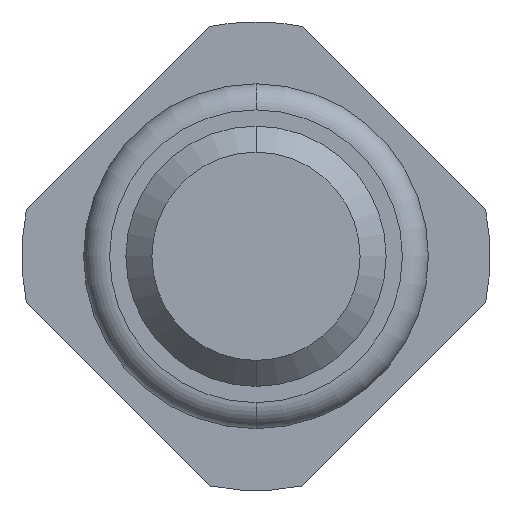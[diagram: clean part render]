
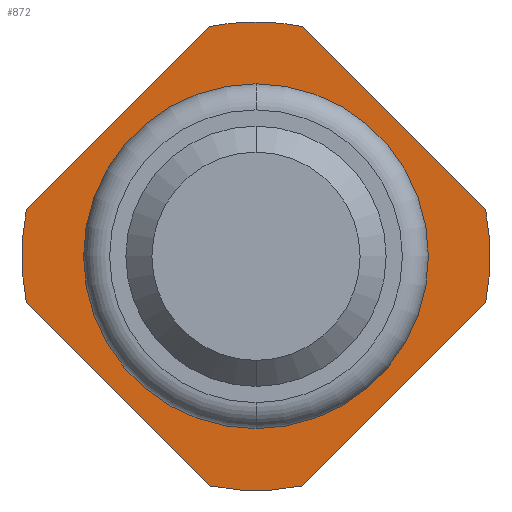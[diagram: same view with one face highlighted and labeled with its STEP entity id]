
A CAD part, front view. The second image highlights one B-rep face of the part: STEP entity #872.
In plain terms, the highlighted planar face has unit normal (0, -1, 0).
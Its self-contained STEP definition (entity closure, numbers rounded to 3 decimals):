
#32 = DIRECTION ( 'NONE',  ( 0., 1., 0. ) ) ;
#101 = VERTEX_POINT ( 'NONE', #2102 ) ;
#105 = CARTESIAN_POINT ( 'NONE',  ( 0., -2., 1.325 ) ) ;
#132 = CIRCLE ( 'NONE', #2973, 1.8 ) ;
#249 = EDGE_CURVE ( 'Defeature ausgef�hrt2_2+Defeature ausgef�hrt2_0+Defeature ausgef�hrt2_17+Defeature ausgef�hrt2_18', #1949, #2656, #288, .T. ) ;
#288 = CIRCLE ( 'NONE', #3199, 1.8 ) ;
#310 = AXIS2_PLACEMENT_3D ( 'NONE', #1868, #2519, #3480 ) ;
#314 = CARTESIAN_POINT ( 'NONE',  ( 0., -2., 0. ) ) ;
#321 = DIRECTION ( 'NONE',  ( 0., 1., 0. ) ) ;
#340 = CARTESIAN_POINT ( 'NONE',  ( -0.357, -2., 1.764 ) ) ;
#349 = DIRECTION ( 'NONE',  ( 0., 1., 0. ) ) ;
#386 = DIRECTION ( 'NONE',  ( 0., 0., 1. ) ) ;
#420 = ORIENTED_EDGE ( 'NONE', *, *, #3636, .F. ) ;
#598 = AXIS2_PLACEMENT_3D ( 'NONE', #753, #1687, #386 ) ;
#630 = DIRECTION ( 'NONE',  ( 0., 1., 0. ) ) ;
#668 = CARTESIAN_POINT ( 'NONE',  ( 1.961, -2., -0.161 ) ) ;
#693 = DIRECTION ( 'NONE',  ( 0., 1., 0. ) ) ;
#753 = CARTESIAN_POINT ( 'NONE',  ( 0., -2., 0. ) ) ;
#872 = ADVANCED_FACE ( 'Defeature ausgef�hrt2_0', ( #2807, #1173 ), #1913, .F. ) ;
#885 = VERTEX_POINT ( 'NONE', #2246 ) ;
#892 = EDGE_CURVE ( 'Defeature ausgef�hrt2_16+Defeature ausgef�hrt2_0+Defeature ausgef�hrt2_4+Defeature ausgef�hrt2_3', #1222, #1186, #3113, .T. ) ;
#971 = VERTEX_POINT ( 'NONE', #978 ) ;
#978 = CARTESIAN_POINT ( 'NONE',  ( 0., -2., -1.325 ) ) ;
#1034 = CARTESIAN_POINT ( 'NONE',  ( 1.764, -2., -0.357 ) ) ;
#1075 = AXIS2_PLACEMENT_3D ( 'NONE', #1693, #2016, #1387 ) ;
#1093 = CARTESIAN_POINT ( 'NONE',  ( 0., -2., 1.8 ) ) ;
#1117 = ORIENTED_EDGE ( 'NONE', *, *, #2992, .F. ) ;
#1118 = EDGE_CURVE ( 'Defeature ausgef�hrt2_0+Defeature ausgef�hrt2_12+Defeature ausgef�hrt2_12+Defeature ausgef�hrt2_12', #971, #2641, #2297, .T. ) ;
#1173 = FACE_OUTER_BOUND ( 'NONE', #2796, .T. ) ;
#1186 = VERTEX_POINT ( 'NONE', #2686 ) ;
#1217 = VECTOR ( 'NONE', #3848, 1000. ) ;
#1222 = VERTEX_POINT ( 'NONE', #3672 ) ;
#1252 = CARTESIAN_POINT ( 'NONE',  ( 1.764, -2., 0.357 ) ) ;
#1387 = DIRECTION ( 'NONE',  ( 0., 0., 1. ) ) ;
#1480 = ORIENTED_EDGE ( 'NONE', *, *, #892, .F. ) ;
#1608 = VECTOR ( 'NONE', #4035, 1000. ) ;
#1625 = ORIENTED_EDGE ( 'NONE', *, *, #1914, .F. ) ;
#1627 = DIRECTION ( 'NONE',  ( -0.707, 0., -0.707 ) ) ;
#1687 = DIRECTION ( 'NONE',  ( 0., 1., 0. ) ) ;
#1693 = CARTESIAN_POINT ( 'NONE',  ( 0., -2., 0. ) ) ;
#1751 = ORIENTED_EDGE ( 'NONE', *, *, #2790, .F. ) ;
#1846 = AXIS2_PLACEMENT_3D ( 'NONE', #1930, #32, #2263 ) ;
#1868 = CARTESIAN_POINT ( 'NONE',  ( 0., -2., 0. ) ) ;
#1872 = ORIENTED_EDGE ( 'NONE', *, *, #249, .F. ) ;
#1913 = PLANE ( 'NONE',  #1846 ) ;
#1914 = EDGE_CURVE ( 'Defeature ausgef�hrt2_18+Defeature ausgef�hrt2_0+Defeature ausgef�hrt2_2+Defeature ausgef�hrt2_1', #101, #3216, #3638, .T. ) ;
#1930 = CARTESIAN_POINT ( 'NONE',  ( 1.8, -2., 0. ) ) ;
#1949 = VERTEX_POINT ( 'NONE', #340 ) ;
#2000 = EDGE_CURVE ( 'Defeature ausgef�hrt2_2+Defeature ausgef�hrt2_0+Defeature ausgef�hrt2_17+Defeature ausgef�hrt2_18', #2656, #101, #2703, .T. ) ;
#2007 = VECTOR ( 'NONE', #1627, 1000. ) ;
#2016 = DIRECTION ( 'NONE',  ( 0., 1., 0. ) ) ;
#2066 = ORIENTED_EDGE ( 'NONE', *, *, #3251, .F. ) ;
#2102 = CARTESIAN_POINT ( 'NONE',  ( 0.357, -2., 1.764 ) ) ;
#2155 = VECTOR ( 'NONE', #3816, 1000. ) ;
#2246 = CARTESIAN_POINT ( 'NONE',  ( 0.357, -2., -1.764 ) ) ;
#2263 = DIRECTION ( 'NONE',  ( 0., 0., 1. ) ) ;
#2272 = CARTESIAN_POINT ( 'NONE',  ( 1.961, -2., 0.161 ) ) ;
#2297 = CIRCLE ( 'NONE', #1075, 1.325 ) ;
#2389 = AXIS2_PLACEMENT_3D ( 'NONE', #2539, #693, #3471 ) ;
#2405 = EDGE_CURVE ( 'Defeature ausgef�hrt2_3+Defeature ausgef�hrt2_0+Defeature ausgef�hrt2_16+Defeature ausgef�hrt2_17', #1186, #3830, #132, .T. ) ;
#2450 = ORIENTED_EDGE ( 'NONE', *, *, #2000, .F. ) ;
#2505 = ORIENTED_EDGE ( 'NONE', *, *, #2405, .F. ) ;
#2519 = DIRECTION ( 'NONE',  ( 0., 1., 0. ) ) ;
#2537 = LINE ( 'NONE', #3379, #1608 ) ;
#2539 = CARTESIAN_POINT ( 'NONE',  ( 0., -2., 0. ) ) ;
#2577 = CARTESIAN_POINT ( 'NONE',  ( 0., -2., 0. ) ) ;
#2641 = VERTEX_POINT ( 'NONE', #105 ) ;
#2643 = CIRCLE ( 'NONE', #310, 1.8 ) ;
#2656 = VERTEX_POINT ( 'NONE', #1093 ) ;
#2686 = CARTESIAN_POINT ( 'NONE',  ( -1.764, -2., -0.357 ) ) ;
#2703 = CIRCLE ( 'NONE', #4020, 1.8 ) ;
#2708 = CIRCLE ( 'NONE', #598, 1.325 ) ;
#2790 = EDGE_CURVE ( 'Defeature ausgef�hrt2_4+Defeature ausgef�hrt2_0+Defeature ausgef�hrt2_15+Defeature ausgef�hrt2_16', #885, #1222, #2643, .T. ) ;
#2796 = EDGE_LOOP ( 'NONE', ( #1625, #2450, #1872, #420, #2505, #1480, #1751, #1117, #2066 ) ) ;
#2807 = FACE_BOUND ( 'NONE', #4030, .T. ) ;
#2884 = DIRECTION ( 'NONE',  ( 0., 0., 1. ) ) ;
#2891 = ORIENTED_EDGE ( 'NONE', *, *, #1118, .T. ) ;
#2892 = CARTESIAN_POINT ( 'NONE',  ( 0., -2., 0. ) ) ;
#2928 = DIRECTION ( 'NONE',  ( 0., 0., 1. ) ) ;
#2973 = AXIS2_PLACEMENT_3D ( 'NONE', #2892, #349, #2928 ) ;
#2992 = EDGE_CURVE ( 'Defeature ausgef�hrt2_15+Defeature ausgef�hrt2_0+Defeature ausgef�hrt2_1+Defeature ausgef�hrt2_4', #4051, #885, #3724, .T. ) ;
#3046 = CIRCLE ( 'NONE', #2389, 1.8 ) ;
#3113 = LINE ( 'NONE', #3787, #2155 ) ;
#3134 = CARTESIAN_POINT ( 'NONE',  ( -1.764, -2., 0.357 ) ) ;
#3199 = AXIS2_PLACEMENT_3D ( 'NONE', #314, #630, #3778 ) ;
#3216 = VERTEX_POINT ( 'NONE', #1252 ) ;
#3251 = EDGE_CURVE ( 'Defeature ausgef�hrt2_1+Defeature ausgef�hrt2_0+Defeature ausgef�hrt2_18+Defeature ausgef�hrt2_15', #3216, #4051, #3046, .T. ) ;
#3379 = CARTESIAN_POINT ( 'NONE',  ( -0.161, -2., 1.961 ) ) ;
#3380 = EDGE_CURVE ( 'Defeature ausgef�hrt2_0+Defeature ausgef�hrt2_12+Defeature ausgef�hrt2_12+Defeature ausgef�hrt2_12', #2641, #971, #2708, .T. ) ;
#3471 = DIRECTION ( 'NONE',  ( 0., 0., 1. ) ) ;
#3480 = DIRECTION ( 'NONE',  ( 0., 0., 1. ) ) ;
#3636 = EDGE_CURVE ( 'Defeature ausgef�hrt2_17+Defeature ausgef�hrt2_0+Defeature ausgef�hrt2_3+Defeature ausgef�hrt2_2', #3830, #1949, #2537, .T. ) ;
#3638 = LINE ( 'NONE', #2272, #1217 ) ;
#3672 = CARTESIAN_POINT ( 'NONE',  ( -0.357, -2., -1.764 ) ) ;
#3724 = LINE ( 'NONE', #668, #2007 ) ;
#3746 = ORIENTED_EDGE ( 'NONE', *, *, #3380, .T. ) ;
#3778 = DIRECTION ( 'NONE',  ( 0., 0., 1. ) ) ;
#3787 = CARTESIAN_POINT ( 'NONE',  ( -0.161, -2., -1.961 ) ) ;
#3816 = DIRECTION ( 'NONE',  ( -0.707, 0., 0.707 ) ) ;
#3830 = VERTEX_POINT ( 'NONE', #3134 ) ;
#3848 = DIRECTION ( 'NONE',  ( 0.707, 0., -0.707 ) ) ;
#4020 = AXIS2_PLACEMENT_3D ( 'NONE', #2577, #321, #2884 ) ;
#4030 = EDGE_LOOP ( 'NONE', ( #3746, #2891 ) ) ;
#4035 = DIRECTION ( 'NONE',  ( 0.707, 0., 0.707 ) ) ;
#4051 = VERTEX_POINT ( 'NONE', #1034 ) ;
